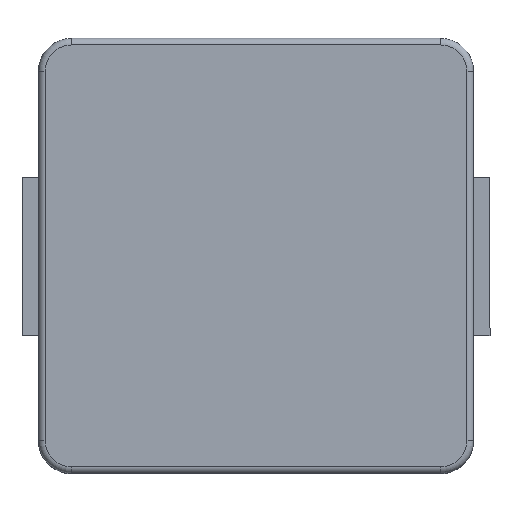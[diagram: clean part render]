
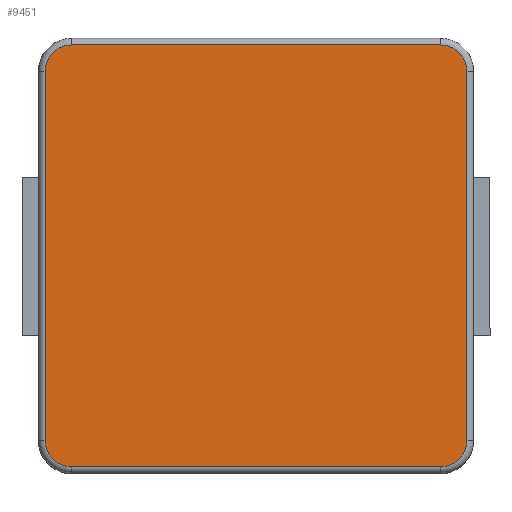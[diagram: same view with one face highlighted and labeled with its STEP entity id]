
A CAD part, top view. The second image highlights one B-rep face of the part: STEP entity #9451.
In plain terms, the highlighted planar face has unit normal (0, 0, 1).
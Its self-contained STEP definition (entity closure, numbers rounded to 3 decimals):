
#11 = CARTESIAN_POINT ( 'NONE',  ( 0.102, 6.098, 4.8 ) ) ;
#61 = VERTEX_POINT ( 'NONE', #9061 ) ;
#213 = FACE_OUTER_BOUND ( 'NONE', #2676, .T. ) ;
#419 = CARTESIAN_POINT ( 'NONE',  ( 0.502, 0.098, 4.8 ) ) ;
#429 = VECTOR ( 'NONE', #11311, 1000. ) ;
#892 = VERTEX_POINT ( 'NONE', #419 ) ;
#944 = VERTEX_POINT ( 'NONE', #8297 ) ;
#1163 = CARTESIAN_POINT ( 'NONE',  ( 6.602, -0.002, 4.8 ) ) ;
#1203 = EDGE_CURVE ( 'NONE', #944, #11458, #1890, .T. ) ;
#1296 = CARTESIAN_POINT ( 'NONE',  ( 6.102, 6.098, 4.8 ) ) ;
#1341 = VECTOR ( 'NONE', #5053, 1000. ) ;
#1552 = DIRECTION ( 'NONE',  ( -1., 0., 0. ) ) ;
#1571 = VERTEX_POINT ( 'NONE', #6036 ) ;
#1722 = LINE ( 'NONE', #3333, #5321 ) ;
#1808 = ORIENTED_EDGE ( 'NONE', *, *, #8969, .T. ) ;
#1890 = CIRCLE ( 'NONE', #2684, 0.4 ) ;
#2035 = VERTEX_POINT ( 'NONE', #10424 ) ;
#2131 = AXIS2_PLACEMENT_3D ( 'NONE', #11552, #5829, #2887 ) ;
#2150 = VERTEX_POINT ( 'NONE', #2738 ) ;
#2369 = CARTESIAN_POINT ( 'NONE',  ( 0.502, 6.098, 4.8 ) ) ;
#2620 = EDGE_CURVE ( 'NONE', #2035, #61, #2844, .T. ) ;
#2676 = EDGE_LOOP ( 'NONE', ( #11695, #10294, #5608, #5140, #1808, #11819, #8278, #6100 ) ) ;
#2684 = AXIS2_PLACEMENT_3D ( 'NONE', #2369, #8217, #1552 ) ;
#2738 = CARTESIAN_POINT ( 'NONE',  ( 6.102, 0.098, 4.8 ) ) ;
#2844 = CIRCLE ( 'NONE', #3640, 0.4 ) ;
#2887 = DIRECTION ( 'NONE',  ( -1., 0., 0. ) ) ;
#3095 = LINE ( 'NONE', #10783, #1341 ) ;
#3122 = VERTEX_POINT ( 'NONE', #8524 ) ;
#3294 = DIRECTION ( 'NONE',  ( 0., 0., 1. ) ) ;
#3333 = CARTESIAN_POINT ( 'NONE',  ( 6.602, 0.098, 4.8 ) ) ;
#3639 = EDGE_CURVE ( 'NONE', #1571, #892, #5234, .T. ) ;
#3640 = AXIS2_PLACEMENT_3D ( 'NONE', #1296, #3294, #5240 ) ;
#3849 = EDGE_CURVE ( 'NONE', #11458, #1571, #8570, .T. ) ;
#5053 = DIRECTION ( 'NONE',  ( 0., 1., 0. ) ) ;
#5140 = ORIENTED_EDGE ( 'NONE', *, *, #2620, .T. ) ;
#5234 = CIRCLE ( 'NONE', #6644, 0.4 ) ;
#5240 = DIRECTION ( 'NONE',  ( -1., 0., 0. ) ) ;
#5321 = VECTOR ( 'NONE', #12210, 1000. ) ;
#5402 = CARTESIAN_POINT ( 'NONE',  ( 6.602, 6.498, 4.8 ) ) ;
#5486 = EDGE_CURVE ( 'NONE', #892, #2150, #1722, .T. ) ;
#5608 = ORIENTED_EDGE ( 'NONE', *, *, #6760, .T. ) ;
#5719 = CARTESIAN_POINT ( 'NONE',  ( 0.102, -0.002, 4.8 ) ) ;
#5829 = DIRECTION ( 'NONE',  ( 0., 0., 1. ) ) ;
#5867 = EDGE_CURVE ( 'NONE', #2150, #3122, #7556, .T. ) ;
#6036 = CARTESIAN_POINT ( 'NONE',  ( 0.102, 0.498, 4.8 ) ) ;
#6100 = ORIENTED_EDGE ( 'NONE', *, *, #3639, .T. ) ;
#6644 = AXIS2_PLACEMENT_3D ( 'NONE', #10644, #7043, #10882 ) ;
#6760 = EDGE_CURVE ( 'NONE', #3122, #2035, #3095, .T. ) ;
#7043 = DIRECTION ( 'NONE',  ( 0., 0., 1. ) ) ;
#7185 = DIRECTION ( 'NONE',  ( 0., -1., 0. ) ) ;
#7556 = CIRCLE ( 'NONE', #2131, 0.4 ) ;
#8217 = DIRECTION ( 'NONE',  ( 0., 0., 1. ) ) ;
#8278 = ORIENTED_EDGE ( 'NONE', *, *, #3849, .T. ) ;
#8297 = CARTESIAN_POINT ( 'NONE',  ( 0.502, 6.498, 4.8 ) ) ;
#8524 = CARTESIAN_POINT ( 'NONE',  ( 6.502, 0.498, 4.8 ) ) ;
#8570 = LINE ( 'NONE', #5719, #429 ) ;
#8969 = EDGE_CURVE ( 'NONE', #61, #944, #9178, .T. ) ;
#9061 = CARTESIAN_POINT ( 'NONE',  ( 6.102, 6.498, 4.8 ) ) ;
#9178 = LINE ( 'NONE', #5402, #11500 ) ;
#9242 = DIRECTION ( 'NONE',  ( -1., 0., 0. ) ) ;
#9451 = ADVANCED_FACE ( 'NONE', ( #213 ), #10898, .F. ) ;
#10294 = ORIENTED_EDGE ( 'NONE', *, *, #5867, .T. ) ;
#10424 = CARTESIAN_POINT ( 'NONE',  ( 6.502, 6.098, 4.8 ) ) ;
#10644 = CARTESIAN_POINT ( 'NONE',  ( 0.502, 0.498, 4.8 ) ) ;
#10783 = CARTESIAN_POINT ( 'NONE',  ( 6.502, -0.002, 4.8 ) ) ;
#10882 = DIRECTION ( 'NONE',  ( -1., 0., 0. ) ) ;
#10898 = PLANE ( 'NONE',  #11474 ) ;
#11311 = DIRECTION ( 'NONE',  ( 0., -1., 0. ) ) ;
#11458 = VERTEX_POINT ( 'NONE', #11 ) ;
#11474 = AXIS2_PLACEMENT_3D ( 'NONE', #1163, #11719, #7185 ) ;
#11500 = VECTOR ( 'NONE', #9242, 1000. ) ;
#11552 = CARTESIAN_POINT ( 'NONE',  ( 6.102, 0.498, 4.8 ) ) ;
#11695 = ORIENTED_EDGE ( 'NONE', *, *, #5486, .T. ) ;
#11719 = DIRECTION ( 'NONE',  ( 0., 0., -1. ) ) ;
#11819 = ORIENTED_EDGE ( 'NONE', *, *, #1203, .T. ) ;
#12210 = DIRECTION ( 'NONE',  ( 1., 0., 0. ) ) ;
